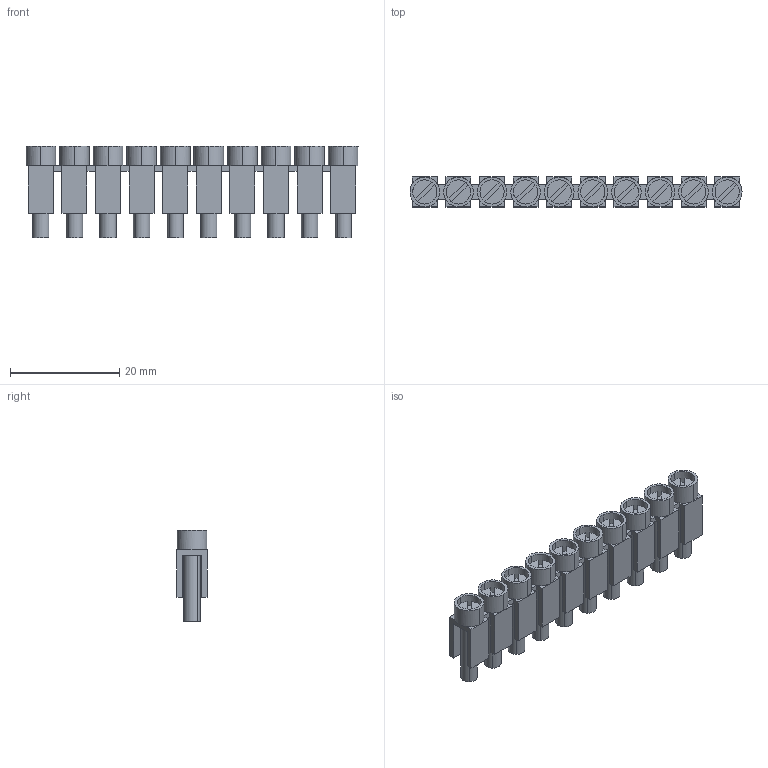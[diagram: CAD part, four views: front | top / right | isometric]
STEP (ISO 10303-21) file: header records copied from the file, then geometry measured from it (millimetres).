
FILE_DESCRIPTION(('Creo Elements/Direct Modeling STEP Export'),'2;1');
FILE_NAME('model.stp','2020-04-02T 0:18:36',(''),(''),'Creo Elements/Direct Modeling STEP processor for AP214 (Solid Model)','Creo Elements/Direct Modeling 20.1A 29-Sep-2018 (C) Parametric Technology GmbH','');
FILE_SCHEMA(('AUTOMOTIVE_DESIGN { 1 0 10303 214 1 1 1 1 }'));
Length unit declared in the file: millimetre
Products named in the file (2): FBI_10-6-select
Assembly tree (1 placements, depth 2):
  FBI_10-6-select
    FBI_10-6-select
Bounding box: 60.77 x 5.5 x 16.8 mm (x, y, z)
Volume: 2438.2 mm3; surface area: 4532.2 mm2
Topology: 1 solids, 1 shells, 314 faces, 800 edges, 508 vertices
Faces by surface type: plane 254, cylinder 60
Entity records: 10730 total; most frequent: ORIENTED_EDGE 1600, CARTESIAN_POINT 1367, DIRECTION 1200, EDGE_CURVE 800, VECTOR 518, LINE 518, VERTEX_POINT 508, AXIS2_PLACEMENT_3D 341
